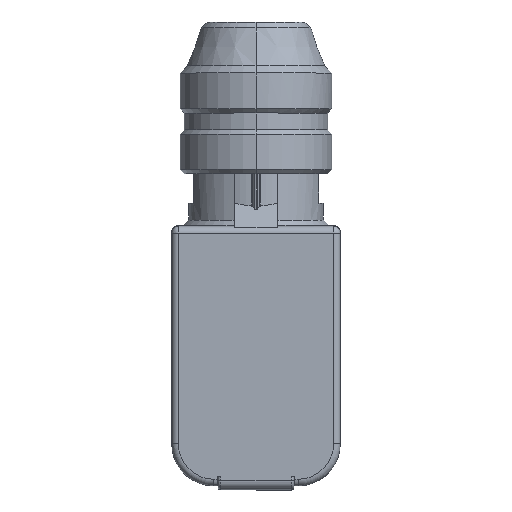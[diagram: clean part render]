
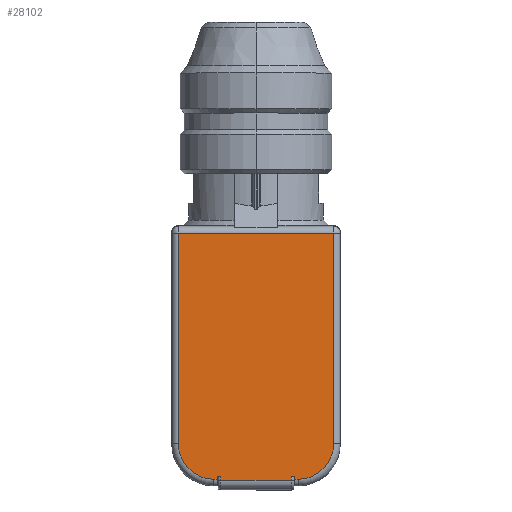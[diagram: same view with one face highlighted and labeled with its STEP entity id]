
A CAD part, top view. The second image highlights one B-rep face of the part: STEP entity #28102.
In plain terms, the highlighted planar face has unit normal (0, 0, 1).
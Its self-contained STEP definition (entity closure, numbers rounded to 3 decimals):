
#27995=AXIS2_PLACEMENT_3D('Plane Axis2P3D',#27992,#27993,#27994) ;
#28041=AXIS2_PLACEMENT_3D('Circle Axis2P3D',#28039,#28040,$) ;
#28069=AXIS2_PLACEMENT_3D('Circle Axis2P3D',#28067,#28068,$) ;
#25329=CARTESIAN_POINT('Vertex',(14.2,1.1,37.8)) ;
#25332=CARTESIAN_POINT('Line Origine',(5.5,1.1,37.8)) ;
#25336=CARTESIAN_POINT('Vertex',(5.8,1.1,37.8)) ;
#27992=CARTESIAN_POINT('Axis2P3D Location',(14.5,1.7,37.8)) ;
#27997=CARTESIAN_POINT('Line Origine',(5.6,1.55,37.8)) ;
#28001=CARTESIAN_POINT('Vertex',(5.8,1.55,37.8)) ;
#28003=CARTESIAN_POINT('Vertex',(5.4,1.55,37.8)) ;
#28006=CARTESIAN_POINT('Line Origine',(5.8,1.325,37.8)) ;
#28011=CARTESIAN_POINT('Line Origine',(14.2,1.325,37.8)) ;
#28015=CARTESIAN_POINT('Vertex',(14.2,1.55,37.8)) ;
#28018=CARTESIAN_POINT('Line Origine',(14.4,1.55,37.8)) ;
#28022=CARTESIAN_POINT('Vertex',(14.6,1.55,37.8)) ;
#28025=CARTESIAN_POINT('Line Origine',(14.6,1.4,37.8)) ;
#28029=CARTESIAN_POINT('Vertex',(14.6,1.25,37.8)) ;
#28032=CARTESIAN_POINT('Line Origine',(14.8,1.25,37.8)) ;
#28036=CARTESIAN_POINT('Vertex',(15.,1.25,37.8)) ;
#28039=CARTESIAN_POINT('Axis2P3D Location',(15.,5.45,37.8)) ;
#28043=CARTESIAN_POINT('Vertex',(19.2,5.45,37.8)) ;
#28046=CARTESIAN_POINT('Line Origine',(19.2,17.95,37.8)) ;
#28050=CARTESIAN_POINT('Vertex',(19.2,30.45,37.8)) ;
#28053=CARTESIAN_POINT('Line Origine',(10.,30.45,37.8)) ;
#28057=CARTESIAN_POINT('Vertex',(0.8,30.45,37.8)) ;
#28060=CARTESIAN_POINT('Line Origine',(0.8,17.95,37.8)) ;
#28064=CARTESIAN_POINT('Vertex',(0.8,5.45,37.8)) ;
#28067=CARTESIAN_POINT('Axis2P3D Location',(5.,5.45,37.8)) ;
#28071=CARTESIAN_POINT('Vertex',(5.,1.25,37.8)) ;
#28074=CARTESIAN_POINT('Line Origine',(5.2,1.25,37.8)) ;
#28078=CARTESIAN_POINT('Vertex',(5.4,1.25,37.8)) ;
#28081=CARTESIAN_POINT('Line Origine',(5.4,1.4,37.8)) ;
#25333=DIRECTION('Vector Direction',(-1.,0.,0.)) ;
#27993=DIRECTION('Axis2P3D Direction',(0.,0.,1.)) ;
#27994=DIRECTION('Axis2P3D XDirection',(0.,-1.,0.)) ;
#27998=DIRECTION('Vector Direction',(-1.,0.,0.)) ;
#28007=DIRECTION('Vector Direction',(0.,-1.,0.)) ;
#28012=DIRECTION('Vector Direction',(0.,1.,0.)) ;
#28019=DIRECTION('Vector Direction',(-1.,0.,0.)) ;
#28026=DIRECTION('Vector Direction',(0.,1.,0.)) ;
#28033=DIRECTION('Vector Direction',(1.,0.,0.)) ;
#28040=DIRECTION('Axis2P3D Direction',(0.,0.,1.)) ;
#28047=DIRECTION('Vector Direction',(0.,1.,0.)) ;
#28054=DIRECTION('Vector Direction',(1.,0.,0.)) ;
#28061=DIRECTION('Vector Direction',(0.,-1.,0.)) ;
#28068=DIRECTION('Axis2P3D Direction',(0.,0.,1.)) ;
#28075=DIRECTION('Vector Direction',(1.,0.,0.)) ;
#28082=DIRECTION('Vector Direction',(0.,1.,0.)) ;
#25334=VECTOR('Line Direction',#25333,1.) ;
#27999=VECTOR('Line Direction',#27998,1.) ;
#28008=VECTOR('Line Direction',#28007,1.) ;
#28013=VECTOR('Line Direction',#28012,1.) ;
#28020=VECTOR('Line Direction',#28019,1.) ;
#28027=VECTOR('Line Direction',#28026,1.) ;
#28034=VECTOR('Line Direction',#28033,1.) ;
#28048=VECTOR('Line Direction',#28047,1.) ;
#28055=VECTOR('Line Direction',#28054,1.) ;
#28062=VECTOR('Line Direction',#28061,1.) ;
#28076=VECTOR('Line Direction',#28075,1.) ;
#28083=VECTOR('Line Direction',#28082,1.) ;
#28087=ORIENTED_EDGE('',*,*,#28005,.F.) ;
#28088=ORIENTED_EDGE('',*,*,#28010,.T.) ;
#28089=ORIENTED_EDGE('',*,*,#25338,.T.) ;
#28090=ORIENTED_EDGE('',*,*,#28017,.T.) ;
#28091=ORIENTED_EDGE('',*,*,#28024,.F.) ;
#28092=ORIENTED_EDGE('',*,*,#28031,.F.) ;
#28093=ORIENTED_EDGE('',*,*,#28038,.T.) ;
#28094=ORIENTED_EDGE('',*,*,#28045,.T.) ;
#28095=ORIENTED_EDGE('',*,*,#28052,.T.) ;
#28096=ORIENTED_EDGE('',*,*,#28059,.F.) ;
#28097=ORIENTED_EDGE('',*,*,#28066,.T.) ;
#28098=ORIENTED_EDGE('',*,*,#28073,.T.) ;
#28099=ORIENTED_EDGE('',*,*,#28080,.T.) ;
#28100=ORIENTED_EDGE('',*,*,#28085,.T.) ;
#28102=ADVANCED_FACE('Hauptk\X2\00F6\X0\rper',(#28101),#27996,.T.) ;
#28042=CIRCLE('generated circle',#28041,4.2) ;
#28070=CIRCLE('generated circle',#28069,4.2) ;
#25338=EDGE_CURVE('',#25337,#25330,#25335,.F.) ;
#28005=EDGE_CURVE('',#28002,#28004,#28000,.T.) ;
#28010=EDGE_CURVE('',#28002,#25337,#28009,.T.) ;
#28017=EDGE_CURVE('',#25330,#28016,#28014,.T.) ;
#28024=EDGE_CURVE('',#28023,#28016,#28021,.T.) ;
#28031=EDGE_CURVE('',#28030,#28023,#28028,.T.) ;
#28038=EDGE_CURVE('',#28030,#28037,#28035,.T.) ;
#28045=EDGE_CURVE('',#28037,#28044,#28042,.T.) ;
#28052=EDGE_CURVE('',#28044,#28051,#28049,.T.) ;
#28059=EDGE_CURVE('',#28058,#28051,#28056,.T.) ;
#28066=EDGE_CURVE('',#28058,#28065,#28063,.T.) ;
#28073=EDGE_CURVE('',#28065,#28072,#28070,.T.) ;
#28080=EDGE_CURVE('',#28072,#28079,#28077,.T.) ;
#28085=EDGE_CURVE('',#28079,#28004,#28084,.T.) ;
#28086=EDGE_LOOP('',(#28087,#28088,#28089,#28090,#28091,#28092,#28093,#28094,#28095,#28096,#28097,#28098,#28099,#28100)) ;
#28101=FACE_OUTER_BOUND('',#28086,.T.) ;
#25335=LINE('Line',#25332,#25334) ;
#28000=LINE('Line',#27997,#27999) ;
#28009=LINE('Line',#28006,#28008) ;
#28014=LINE('Line',#28011,#28013) ;
#28021=LINE('Line',#28018,#28020) ;
#28028=LINE('Line',#28025,#28027) ;
#28035=LINE('Line',#28032,#28034) ;
#28049=LINE('Line',#28046,#28048) ;
#28056=LINE('Line',#28053,#28055) ;
#28063=LINE('Line',#28060,#28062) ;
#28077=LINE('Line',#28074,#28076) ;
#28084=LINE('Line',#28081,#28083) ;
#27996=PLANE('',#27995) ;
#25330=VERTEX_POINT('',#25329) ;
#25337=VERTEX_POINT('',#25336) ;
#28002=VERTEX_POINT('',#28001) ;
#28004=VERTEX_POINT('',#28003) ;
#28016=VERTEX_POINT('',#28015) ;
#28023=VERTEX_POINT('',#28022) ;
#28030=VERTEX_POINT('',#28029) ;
#28037=VERTEX_POINT('',#28036) ;
#28044=VERTEX_POINT('',#28043) ;
#28051=VERTEX_POINT('',#28050) ;
#28058=VERTEX_POINT('',#28057) ;
#28065=VERTEX_POINT('',#28064) ;
#28072=VERTEX_POINT('',#28071) ;
#28079=VERTEX_POINT('',#28078) ;
